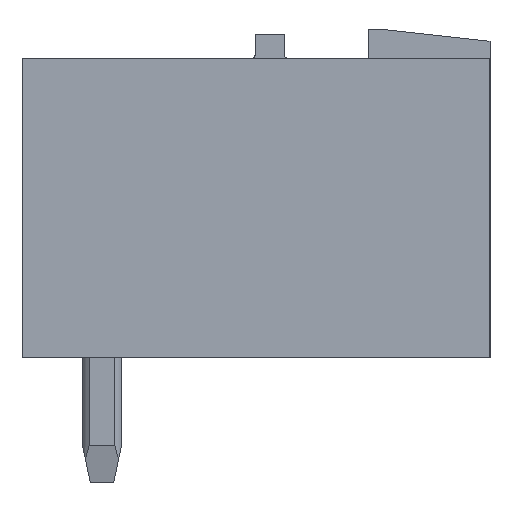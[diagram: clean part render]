
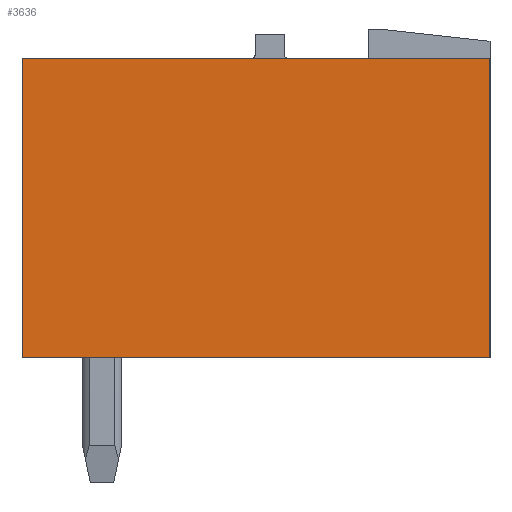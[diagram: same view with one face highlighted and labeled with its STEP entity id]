
A CAD part, left-side view. The second image highlights one B-rep face of the part: STEP entity #3636.
In plain terms, the highlighted planar face has unit normal (-1, 0, 0).
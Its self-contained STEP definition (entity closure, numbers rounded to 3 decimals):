
#3628=AXIS2_PLACEMENT_3D('Plane Axis2P3D',#3625,#3626,#3627) ;
#405=CARTESIAN_POINT('Vertex',(0.,12.,10.88)) ;
#408=CARTESIAN_POINT('Line Origine',(0.,6.,10.88)) ;
#412=CARTESIAN_POINT('Vertex',(0.,0.,10.88)) ;
#548=CARTESIAN_POINT('Vertex',(0.,12.,3.2)) ;
#551=CARTESIAN_POINT('Line Origine',(0.,12.,7.04)) ;
#579=CARTESIAN_POINT('Vertex',(0.,0.,3.2)) ;
#582=CARTESIAN_POINT('Line Origine',(0.,6.,3.2)) ;
#1901=CARTESIAN_POINT('Line Origine',(0.,0.,7.04)) ;
#3625=CARTESIAN_POINT('Axis2P3D Location',(0.,0.,0.)) ;
#409=DIRECTION('Vector Direction',(0.,1.,0.)) ;
#552=DIRECTION('Vector Direction',(0.,0.,1.)) ;
#583=DIRECTION('Vector Direction',(0.,1.,0.)) ;
#1902=DIRECTION('Vector Direction',(0.,0.,-1.)) ;
#3626=DIRECTION('Axis2P3D Direction',(-1.,0.,0.)) ;
#3627=DIRECTION('Axis2P3D XDirection',(0.,-1.,0.)) ;
#410=VECTOR('Line Direction',#409,1.) ;
#553=VECTOR('Line Direction',#552,1.) ;
#584=VECTOR('Line Direction',#583,1.) ;
#1903=VECTOR('Line Direction',#1902,1.) ;
#3631=ORIENTED_EDGE('',*,*,#1905,.T.) ;
#3632=ORIENTED_EDGE('',*,*,#414,.T.) ;
#3633=ORIENTED_EDGE('',*,*,#555,.T.) ;
#3634=ORIENTED_EDGE('',*,*,#586,.T.) ;
#3636=ADVANCED_FACE('Housing',(#3635),#3629,.T.) ;
#414=EDGE_CURVE('',#413,#406,#411,.T.) ;
#555=EDGE_CURVE('',#406,#549,#554,.F.) ;
#586=EDGE_CURVE('',#549,#580,#585,.F.) ;
#1905=EDGE_CURVE('',#580,#413,#1904,.F.) ;
#3630=EDGE_LOOP('',(#3631,#3632,#3633,#3634)) ;
#3635=FACE_OUTER_BOUND('',#3630,.T.) ;
#411=LINE('Line',#408,#410) ;
#554=LINE('Line',#551,#553) ;
#585=LINE('Line',#582,#584) ;
#1904=LINE('Line',#1901,#1903) ;
#3629=PLANE('',#3628) ;
#406=VERTEX_POINT('',#405) ;
#413=VERTEX_POINT('',#412) ;
#549=VERTEX_POINT('',#548) ;
#580=VERTEX_POINT('',#579) ;
